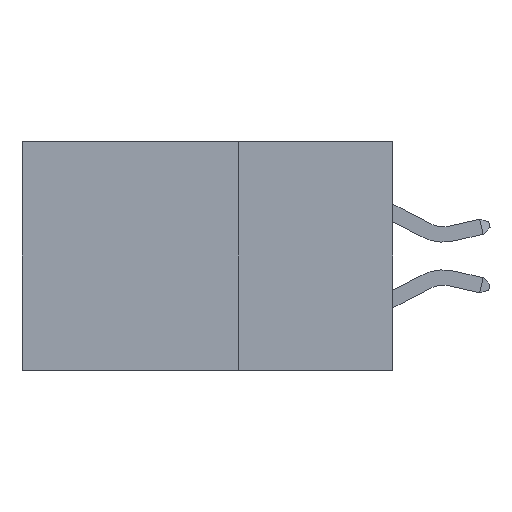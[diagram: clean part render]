
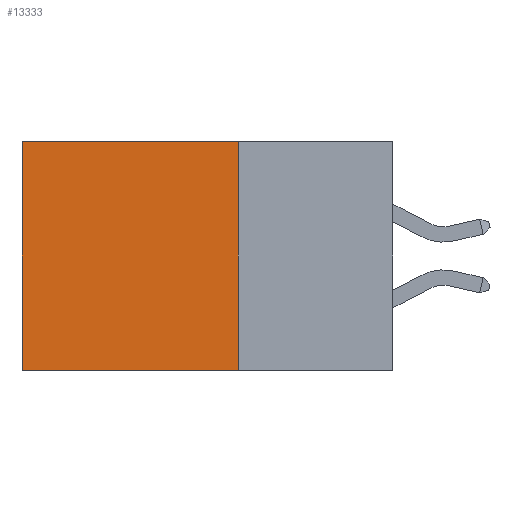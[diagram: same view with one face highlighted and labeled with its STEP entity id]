
A CAD part, left-side view. The second image highlights one B-rep face of the part: STEP entity #13333.
In plain terms, the highlighted planar face has unit normal (-1, 0, 0).
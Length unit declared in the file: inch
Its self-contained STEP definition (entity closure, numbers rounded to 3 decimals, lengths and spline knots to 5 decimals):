
#119 = VERTEX_POINT ( 'NONE', #7694 ) ;
#712 = VERTEX_POINT ( 'NONE', #17495 ) ;
#1239 = EDGE_CURVE ( 'NONE', #712, #20533, #28532, .T. ) ;
#4200 = CARTESIAN_POINT ( 'NONE',  ( 0.2875, 0.25, 0. ) ) ;
#4560 = EDGE_CURVE ( 'NONE', #119, #14062, #27602, .T. ) ;
#7446 = DIRECTION ( 'NONE',  ( 0., 1., 0. ) ) ;
#7694 = CARTESIAN_POINT ( 'NONE',  ( 0.2875, 0.25, 0. ) ) ;
#7982 = AXIS2_PLACEMENT_3D ( 'NONE', #17498, #24145, #19565 ) ;
#12670 = PLANE ( 'NONE',  #7982 ) ;
#12865 = LINE ( 'NONE', #4200, #16911 ) ;
#13333 = ADVANCED_FACE ( 'NONE', ( #19417 ), #12670, .F. ) ;
#13509 = CARTESIAN_POINT ( 'NONE',  ( 0.2875, 0.6, 0. ) ) ;
#13729 = ORIENTED_EDGE ( 'NONE', *, *, #1239, .F. ) ;
#14062 = VERTEX_POINT ( 'NONE', #27794 ) ;
#15948 = VECTOR ( 'NONE', #22927, 39.37008 ) ;
#16911 = VECTOR ( 'NONE', #22274, 39.37008 ) ;
#17495 = CARTESIAN_POINT ( 'NONE',  ( 0.2875, 0.25, -0.37 ) ) ;
#17498 = CARTESIAN_POINT ( 'NONE',  ( 0.2875, 0.25, 0. ) ) ;
#17604 = CARTESIAN_POINT ( 'NONE',  ( 0.2875, 0.25, -0.37 ) ) ;
#18489 = LINE ( 'NONE', #13509, #15948 ) ;
#18527 = VECTOR ( 'NONE', #28678, 39.37008 ) ;
#18989 = CARTESIAN_POINT ( 'NONE',  ( 0.2875, 0.6, -0.37 ) ) ;
#19417 = FACE_OUTER_BOUND ( 'NONE', #24280, .T. ) ;
#19565 = DIRECTION ( 'NONE',  ( 0., 0., -1. ) ) ;
#20533 = VERTEX_POINT ( 'NONE', #18989 ) ;
#22120 = ORIENTED_EDGE ( 'NONE', *, *, #4560, .T. ) ;
#22274 = DIRECTION ( 'NONE',  ( 0., 0., -1. ) ) ;
#22736 = CARTESIAN_POINT ( 'NONE',  ( 0.2875, 0.25, 0. ) ) ;
#22927 = DIRECTION ( 'NONE',  ( 0., 0., -1. ) ) ;
#24145 = DIRECTION ( 'NONE',  ( 1., 0., 0. ) ) ;
#24280 = EDGE_LOOP ( 'NONE', ( #27983, #13729, #25650, #22120 ) ) ;
#25650 = ORIENTED_EDGE ( 'NONE', *, *, #28090, .F. ) ;
#25684 = EDGE_CURVE ( 'NONE', #14062, #20533, #18489, .T. ) ;
#27602 = LINE ( 'NONE', #22736, #28048 ) ;
#27794 = CARTESIAN_POINT ( 'NONE',  ( 0.2875, 0.6, 0. ) ) ;
#27983 = ORIENTED_EDGE ( 'NONE', *, *, #25684, .T. ) ;
#28048 = VECTOR ( 'NONE', #7446, 39.37008 ) ;
#28090 = EDGE_CURVE ( 'NONE', #119, #712, #12865, .T. ) ;
#28532 = LINE ( 'NONE', #17604, #18527 ) ;
#28678 = DIRECTION ( 'NONE',  ( 0., 1., 0. ) ) ;
